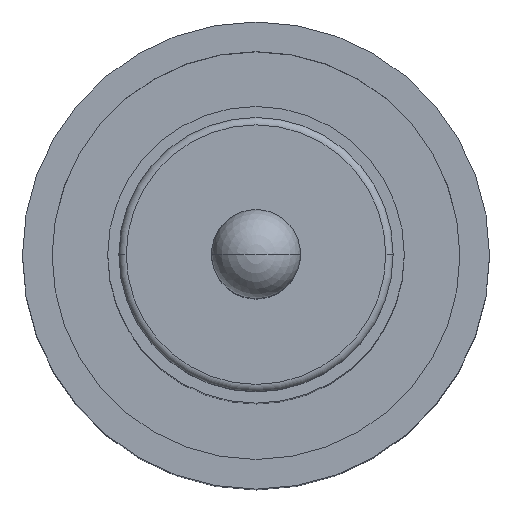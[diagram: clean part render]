
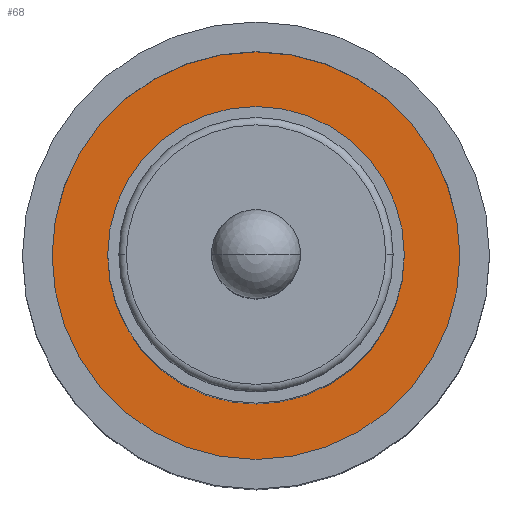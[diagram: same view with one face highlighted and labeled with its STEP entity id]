
A CAD part, top view. The second image highlights one B-rep face of the part: STEP entity #68.
In plain terms, the highlighted planar face has unit normal (0, 0, 1).
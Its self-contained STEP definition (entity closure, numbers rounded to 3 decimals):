
#68=ADVANCED_FACE('',(#163,#164),#165,.T.);
#163=FACE_OUTER_BOUND('',#292,.T.);
#164=FACE_BOUND('',#293,.T.);
#165=PLANE('',#294);
#292=EDGE_LOOP('',(#428,#429));
#293=EDGE_LOOP('',(#430,#431));
#294=AXIS2_PLACEMENT_3D('',#432,#433,#434);
#428=ORIENTED_EDGE('',*,*,#705,.T.);
#429=ORIENTED_EDGE('',*,*,#711,.T.);
#430=ORIENTED_EDGE('',*,*,#712,.F.);
#431=ORIENTED_EDGE('',*,*,#713,.F.);
#432=CARTESIAN_POINT('',(148.5,105.0,-2.45));
#433=DIRECTION('',(0.0,0.0,1.0));
#434=DIRECTION('',(1.0,0.0,0.0));
#705=EDGE_CURVE('',#815,#819,#821,.T.);
#711=EDGE_CURVE('',#819,#815,#829,.T.);
#712=EDGE_CURVE('',#830,#831,#832,.T.);
#713=EDGE_CURVE('',#831,#830,#833,.T.);
#815=VERTEX_POINT('',#972);
#819=VERTEX_POINT('',#977);
#821=CIRCLE('',#980,5.5);
#829=CIRCLE('',#1007,5.5);
#830=VERTEX_POINT('',#1008);
#831=VERTEX_POINT('',#1009);
#832=CIRCLE('',#1010,4.0);
#833=CIRCLE('',#1011,4.0);
#972=CARTESIAN_POINT('',(154.0,105.0,-2.45));
#977=CARTESIAN_POINT('',(143.0,105.0,-2.45));
#980=AXIS2_PLACEMENT_3D('',#1223,#1224,#1225);
#1007=AXIS2_PLACEMENT_3D('',#1228,#1229,#1230);
#1008=CARTESIAN_POINT('',(152.5,105.0,-2.45));
#1009=CARTESIAN_POINT('',(144.5,105.0,-2.45));
#1010=AXIS2_PLACEMENT_3D('',#1231,#1232,#1233);
#1011=AXIS2_PLACEMENT_3D('',#1234,#1235,#1236);
#1223=CARTESIAN_POINT('',(148.5,105.0,-2.45));
#1224=DIRECTION('',(0.0,0.0,1.0));
#1225=DIRECTION('',(1.0,0.0,0.0));
#1228=CARTESIAN_POINT('',(148.5,105.0,-2.45));
#1229=DIRECTION('',(0.0,0.0,1.0));
#1230=DIRECTION('',(1.0,0.0,0.0));
#1231=CARTESIAN_POINT('',(148.5,105.0,-2.45));
#1232=DIRECTION('',(0.0,0.0,1.0));
#1233=DIRECTION('',(1.0,0.0,0.0));
#1234=CARTESIAN_POINT('',(148.5,105.0,-2.45));
#1235=DIRECTION('',(0.0,0.0,1.0));
#1236=DIRECTION('',(1.0,0.0,0.0));
